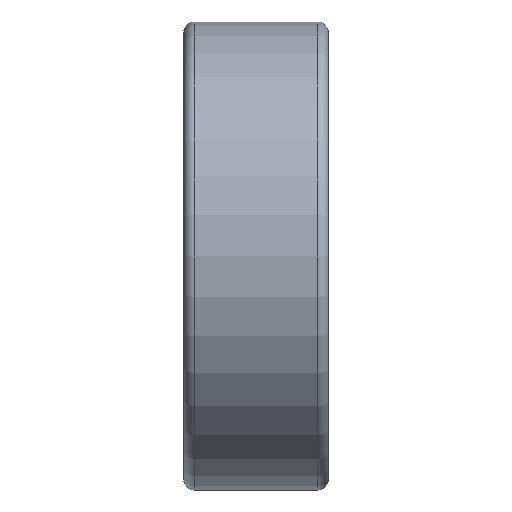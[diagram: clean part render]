
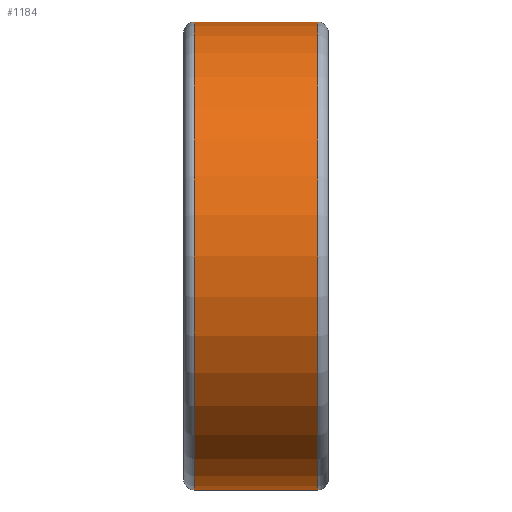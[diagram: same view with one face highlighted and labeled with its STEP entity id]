
A CAD part, front view. The second image highlights one B-rep face of the part: STEP entity #1184.
In plain terms, the highlighted cylindrical face has radius 34 mm (diameter 68 mm), a full revolution.
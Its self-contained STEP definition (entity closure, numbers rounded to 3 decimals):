
#1184=ADVANCED_FACE('',(#1409,#1411),#1413,.T.);
#1409=FACE_OUTER_BOUND('',#1410,.T.);
#1410=EDGE_LOOP('',(#1493));
#1411=FACE_OUTER_BOUND('',#1412,.T.);
#1412=EDGE_LOOP('',(#1494));
#1413=CYLINDRICAL_SURFACE('',#1414,34.);
#1414=AXIS2_PLACEMENT_3D('',#1415,#1416,#1417);
#1415=CARTESIAN_POINT('',(-10.5,0.,0.));
#1416=DIRECTION('',(1.,0.,0.));
#1417=DIRECTION('',(0.,1.,0.));
#1493=ORIENTED_EDGE('',*,*,#1527,.F.);
#1494=ORIENTED_EDGE('',*,*,#1528,.T.);
#1527=EDGE_CURVE('',#1581,#1581,#1582,.T.);
#1528=EDGE_CURVE('',#1583,#1583,#1584,.T.);
#1581=VERTEX_POINT('',#1715);
#1582=CIRCLE('',#1716,34.);
#1583=VERTEX_POINT('',#1720);
#1584=CIRCLE('',#1721,34.);
#1715=CARTESIAN_POINT('',(9.,34.,0.));
#1716=AXIS2_PLACEMENT_3D('',#1717,#1718,#1719);
#1717=CARTESIAN_POINT('',(9.,0.,0.));
#1718=DIRECTION('',(1.,0.,0.));
#1719=DIRECTION('',(0.,1.,0.));
#1720=CARTESIAN_POINT('',(-9.,34.,0.));
#1721=AXIS2_PLACEMENT_3D('',#1722,#1723,#1724);
#1722=CARTESIAN_POINT('',(-9.,0.,0.));
#1723=DIRECTION('',(1.,0.,0.));
#1724=DIRECTION('',(0.,1.,0.));
